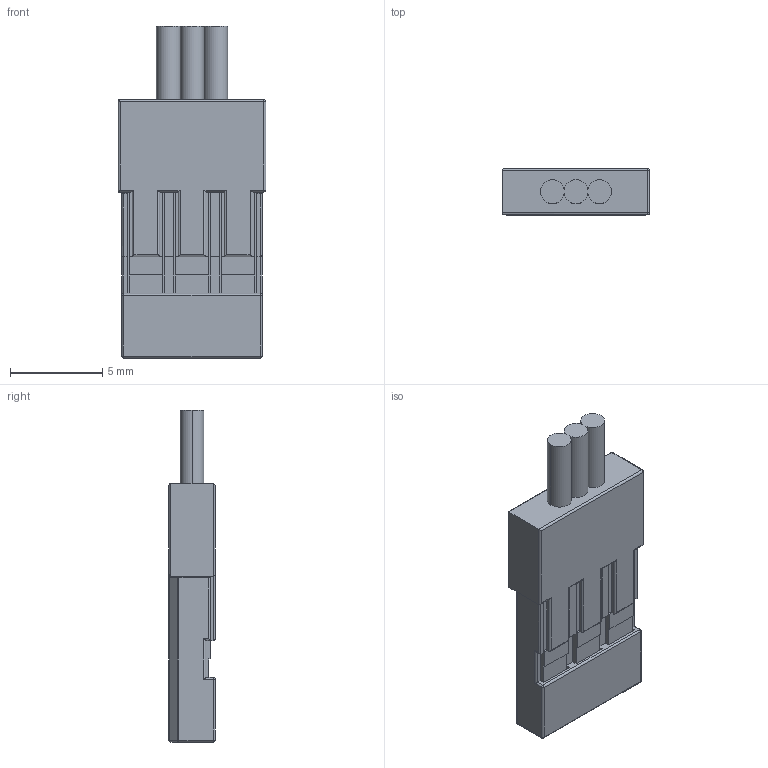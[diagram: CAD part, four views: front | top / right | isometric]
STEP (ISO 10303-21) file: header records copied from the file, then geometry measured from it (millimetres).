
FILE_DESCRIPTION (( 'STEP AP203' ), '1' );
FILE_NAME ('J Plug_Default_sldprt.STEP', '2024-01-22T16:57:46', ( '' ), ( '' ), 'SwSTEP 2.0', 'SolidWorks 2019', '' );
FILE_SCHEMA (( 'CONFIG_CONTROL_DESIGN' ));
Length unit declared in the file: metre
Products named in the file (1): J Plug_Default_sldprt
Bounding box: 8 x 2.5 x 18 mm (x, y, z)
Volume: 173 mm3; surface area: 1027.5 mm2
Topology: 4 solids, 4 shells, 211 faces, 522 edges, 308 vertices
Faces by surface type: plane 126, cylinder 67, sphere 12, torus 4, bspline 2
Entity records: 6095 total; most frequent: CARTESIAN_POINT 1192, ORIENTED_EDGE 1024, DIRECTION 958, EDGE_CURVE 512, LINE 402, VECTOR 402, VERTEX_POINT 308, AXIS2_PLACEMENT_3D 278
